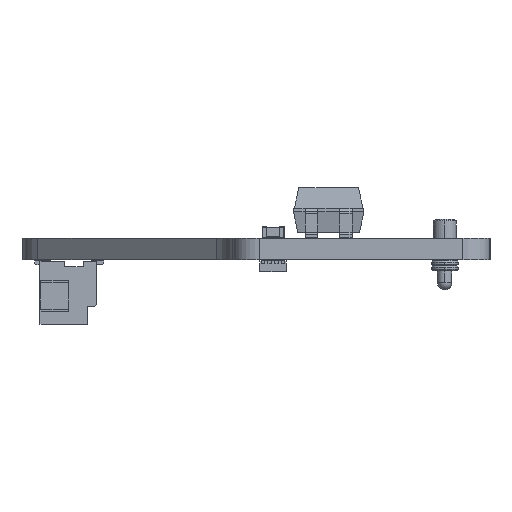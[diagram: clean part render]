
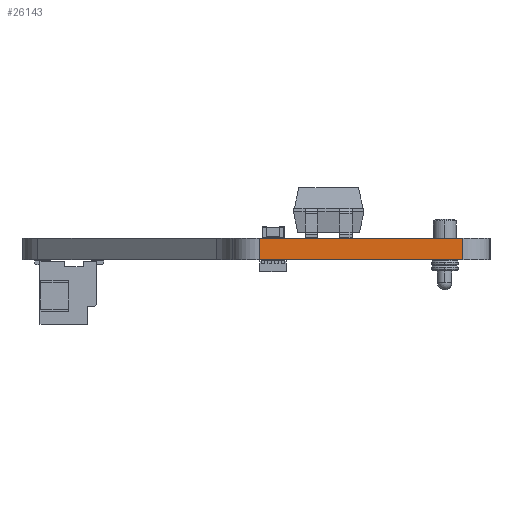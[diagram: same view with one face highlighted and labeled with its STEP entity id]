
A CAD part, left-side view. The second image highlights one B-rep face of the part: STEP entity #26143.
In plain terms, the highlighted planar face has unit normal (-1, 0, 0).
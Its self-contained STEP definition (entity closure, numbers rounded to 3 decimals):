
#24911 = VERTEX_POINT('',#24912);
#24912 = CARTESIAN_POINT('',(57.99,-105.36,0.));
#24919 = EDGE_CURVE('',#24911,#24920,#24922,.T.);
#24920 = VERTEX_POINT('',#24921);
#24921 = CARTESIAN_POINT('',(57.99,-90.36,0.));
#24922 = LINE('',#24923,#24924);
#24923 = CARTESIAN_POINT('',(57.99,-105.36,0.));
#24924 = VECTOR('',#24925,1.);
#24925 = DIRECTION('',(0.,1.,0.));
#25471 = VERTEX_POINT('',#25472);
#25472 = CARTESIAN_POINT('',(57.99,-105.36,1.6));
#25479 = EDGE_CURVE('',#25471,#25480,#25482,.T.);
#25480 = VERTEX_POINT('',#25481);
#25481 = CARTESIAN_POINT('',(57.99,-90.36,1.6));
#25482 = LINE('',#25483,#25484);
#25483 = CARTESIAN_POINT('',(57.99,-105.36,1.6));
#25484 = VECTOR('',#25485,1.);
#25485 = DIRECTION('',(0.,1.,0.));
#26113 = EDGE_CURVE('',#24920,#25480,#26114,.T.);
#26114 = LINE('',#26115,#26116);
#26115 = CARTESIAN_POINT('',(57.99,-90.36,0.));
#26116 = VECTOR('',#26117,1.);
#26117 = DIRECTION('',(0.,0.,1.));
#26143 = ADVANCED_FACE('',(#26144),#26155,.T.);
#26144 = FACE_BOUND('',#26145,.T.);
#26145 = EDGE_LOOP('',(#26146,#26152,#26153,#26154));
#26146 = ORIENTED_EDGE('',*,*,#26147,.T.);
#26147 = EDGE_CURVE('',#24911,#25471,#26148,.T.);
#26148 = LINE('',#26149,#26150);
#26149 = CARTESIAN_POINT('',(57.99,-105.36,0.));
#26150 = VECTOR('',#26151,1.);
#26151 = DIRECTION('',(0.,0.,1.));
#26152 = ORIENTED_EDGE('',*,*,#25479,.T.);
#26153 = ORIENTED_EDGE('',*,*,#26113,.F.);
#26154 = ORIENTED_EDGE('',*,*,#24919,.F.);
#26155 = PLANE('',#26156);
#26156 = AXIS2_PLACEMENT_3D('',#26157,#26158,#26159);
#26157 = CARTESIAN_POINT('',(57.99,-105.36,0.));
#26158 = DIRECTION('',(-1.,0.,0.));
#26159 = DIRECTION('',(0.,1.,0.));
